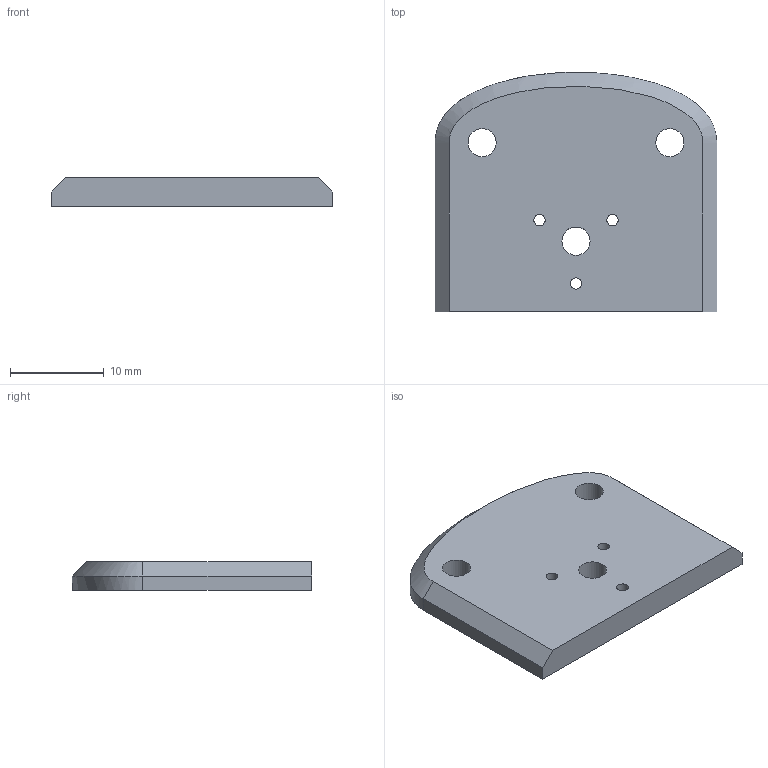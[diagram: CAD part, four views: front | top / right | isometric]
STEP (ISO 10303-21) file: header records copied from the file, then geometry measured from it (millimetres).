
FILE_DESCRIPTION(/* description */ (''),/* implementation_level */ '2;1');
FILE_NAME(/* name */ 'Plaque supérieure.stp',/* time_stamp */ '2019-07-15T17:14:11+02:00',/* author */ ('Aeris'),/* organization */ (''),/* preprocessor_version */ 'ST-DEVELOPER v17',/* originating_system */ 'Autodesk Inventor 2019',/* authorisation */ '');
FILE_SCHEMA (('AUTOMOTIVE_DESIGN { 1 0 10303 214 3 1 1 }'));
Length unit declared in the file: millimetre
Products named in the file (1): Fermoir - Plaque
Bounding box: 30 x 25.48 x 3 mm (x, y, z)
Volume: 2005.9 mm3; surface area: 1750.3 mm2
Topology: 1 solids, 1 shells, 15 faces, 43 edges, 30 vertices
Faces by surface type: plane 7, cylinder 6, bspline 2
Full cylindrical faces by diameter (mm): 1.221 x3, 3 x3
Entity records: 638 total; most frequent: CARTESIAN_POINT 162, ORIENTED_EDGE 86, DIRECTION 86, EDGE_CURVE 43, AXIS2_PLACEMENT_3D 32, VERTEX_POINT 30, EDGE_LOOP 27, LINE 22
